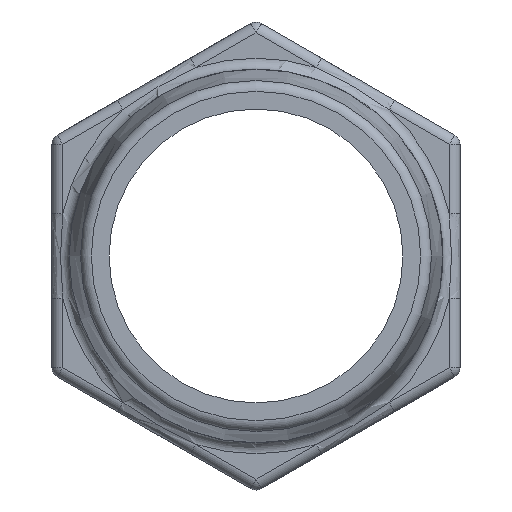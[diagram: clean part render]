
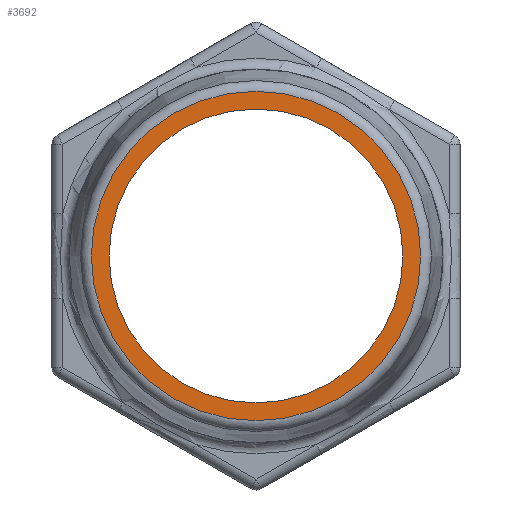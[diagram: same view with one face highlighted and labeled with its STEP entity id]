
A CAD part, left-side view. The second image highlights one B-rep face of the part: STEP entity #3692.
In plain terms, the highlighted planar face has unit normal (-1, 0, 0).
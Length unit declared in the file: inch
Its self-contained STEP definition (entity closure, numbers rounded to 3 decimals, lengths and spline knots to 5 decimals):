
#3650=CARTESIAN_POINT('',(0.,0.45391,0.0));
#3651=VERTEX_POINT('',#3650);
#3652=CARTESIAN_POINT('',(0.,0.0,0.0));
#3653=DIRECTION('',(1.0,0.0,0.0));
#3654=DIRECTION('',(0.0,-1.0,0.0));
#3655=AXIS2_PLACEMENT_3D('',#3652,#3653,#3654);
#3656=CIRCLE('',#3655,0.45391);
#3657=EDGE_CURVE('',#3651,#3651,#3656,.T.);
#3673=CARTESIAN_POINT('',(0.,0.4425,0.0));
#3674=DIRECTION('',(-1.0,0.0,0.0));
#3675=DIRECTION('',(0.0,0.0,1.0));
#3676=AXIS2_PLACEMENT_3D('',#3673,#3674,#3675);
#3677=PLANE('',#3676);
#3678=ORIENTED_EDGE('',*,*,#3657,.F.);
#3679=EDGE_LOOP('',(#3678));
#3680=FACE_OUTER_BOUND('',#3679,.T.);
#3681=CARTESIAN_POINT('',(0.,0.405,0.0));
#3682=VERTEX_POINT('',#3681);
#3683=CARTESIAN_POINT('',(0.,0.0,0.0));
#3684=DIRECTION('',(1.0,0.0,0.0));
#3685=DIRECTION('',(0.0,1.0,0.0));
#3686=AXIS2_PLACEMENT_3D('',#3683,#3684,#3685);
#3687=CIRCLE('',#3686,0.405);
#3688=EDGE_CURVE('',#3682,#3682,#3687,.T.);
#3689=ORIENTED_EDGE('',*,*,#3688,.T.);
#3690=EDGE_LOOP('',(#3689));
#3691=FACE_BOUND('',#3690,.T.);
#3692=ADVANCED_FACE('',(#3680,#3691),#3677,.T.);
